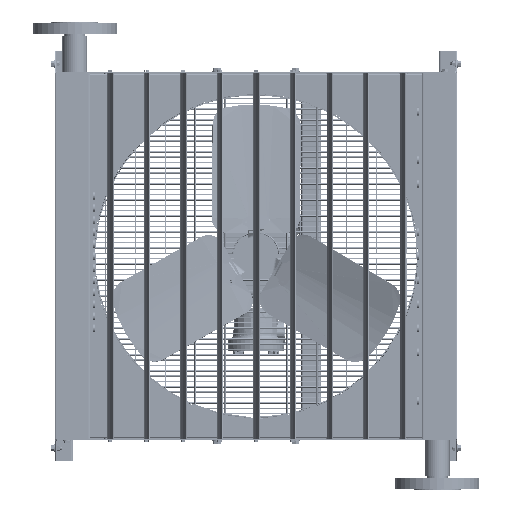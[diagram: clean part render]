
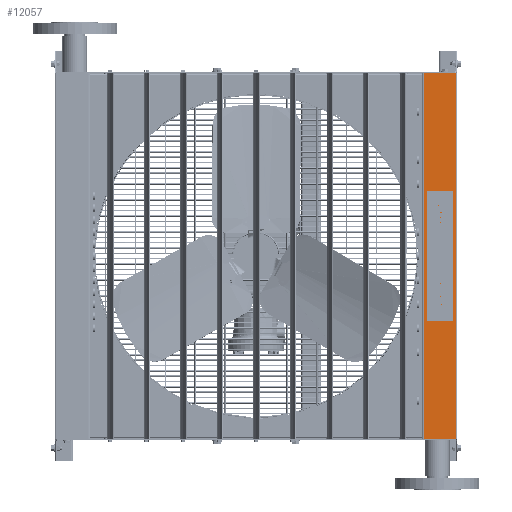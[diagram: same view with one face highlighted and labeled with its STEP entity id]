
A CAD part, left-side view. The second image highlights one B-rep face of the part: STEP entity #12057.
In plain terms, the highlighted planar face has unit normal (-1, 0, 0).
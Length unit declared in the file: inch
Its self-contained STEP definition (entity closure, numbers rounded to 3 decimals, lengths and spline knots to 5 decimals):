
#703 = ORIENTED_EDGE ( 'NONE', *, *, #46523, .F. ) ;
#4249 = CARTESIAN_POINT ( 'NONE',  ( -4.213, -12.87264, 14.05535 ) ) ;
#12057 = ADVANCED_FACE ( 'NONE', ( #176283 ), #199172, .T. ) ;
#18095 = LINE ( 'NONE', #40672, #177974 ) ;
#19131 = EDGE_CURVE ( 'NONE', #173438, #54862, #18095, .T. ) ;
#32410 = CARTESIAN_POINT ( 'NONE',  ( -4.213, -15.32854, 15.72835 ) ) ;
#40672 = CARTESIAN_POINT ( 'NONE',  ( -4.213, -15.47854, -14.05535 ) ) ;
#42441 = LINE ( 'NONE', #32410, #166097 ) ;
#45006 = VECTOR ( 'NONE', #70698, 39.37008 ) ;
#45753 = CARTESIAN_POINT ( 'NONE',  ( -4.213, -15.47854, 14.05535 ) ) ;
#46398 = DIRECTION ( 'NONE',  ( 0., 1., 0. ) ) ;
#46523 = EDGE_CURVE ( 'NONE', #81908, #173438, #42441, .T. ) ;
#49825 = LINE ( 'NONE', #179013, #45006 ) ;
#54862 = VERTEX_POINT ( 'NONE', #194162 ) ;
#57525 = ORIENTED_EDGE ( 'NONE', *, *, #19131, .F. ) ;
#70698 = DIRECTION ( 'NONE',  ( 0., 0., -1. ) ) ;
#71844 = DIRECTION ( 'NONE',  ( 0., 1., 0. ) ) ;
#81908 = VERTEX_POINT ( 'NONE', #92736 ) ;
#84530 = VERTEX_POINT ( 'NONE', #4249 ) ;
#86471 = EDGE_LOOP ( 'NONE', ( #57525, #703, #102894, #108336 ) ) ;
#92736 = CARTESIAN_POINT ( 'NONE',  ( -4.213, -15.32854, 14.05535 ) ) ;
#100036 = CARTESIAN_POINT ( 'NONE',  ( -4.213, -15.47854, 15.72835 ) ) ;
#102894 = ORIENTED_EDGE ( 'NONE', *, *, #200644, .T. ) ;
#108336 = ORIENTED_EDGE ( 'NONE', *, *, #169868, .T. ) ;
#118783 = CARTESIAN_POINT ( 'NONE',  ( -4.213, -15.32854, -14.05535 ) ) ;
#125249 = DIRECTION ( 'NONE',  ( 0., 0., -1. ) ) ;
#138981 = VECTOR ( 'NONE', #46398, 39.37008 ) ;
#152110 = AXIS2_PLACEMENT_3D ( 'NONE', #100036, #177238, #192731 ) ;
#166097 = VECTOR ( 'NONE', #125249, 39.37008 ) ;
#169868 = EDGE_CURVE ( 'NONE', #84530, #54862, #49825, .T. ) ;
#173438 = VERTEX_POINT ( 'NONE', #118783 ) ;
#176283 = FACE_OUTER_BOUND ( 'NONE', #86471, .T. ) ;
#177238 = DIRECTION ( 'NONE',  ( -1., 0., 0. ) ) ;
#177974 = VECTOR ( 'NONE', #71844, 39.37008 ) ;
#179013 = CARTESIAN_POINT ( 'NONE',  ( -4.213, -12.87264, 15.72835 ) ) ;
#184823 = LINE ( 'NONE', #45753, #138981 ) ;
#192731 = DIRECTION ( 'NONE',  ( 0., 0., 1. ) ) ;
#194162 = CARTESIAN_POINT ( 'NONE',  ( -4.213, -12.87264, -14.05535 ) ) ;
#199172 = PLANE ( 'NONE',  #152110 ) ;
#200644 = EDGE_CURVE ( 'NONE', #81908, #84530, #184823, .T. ) ;
